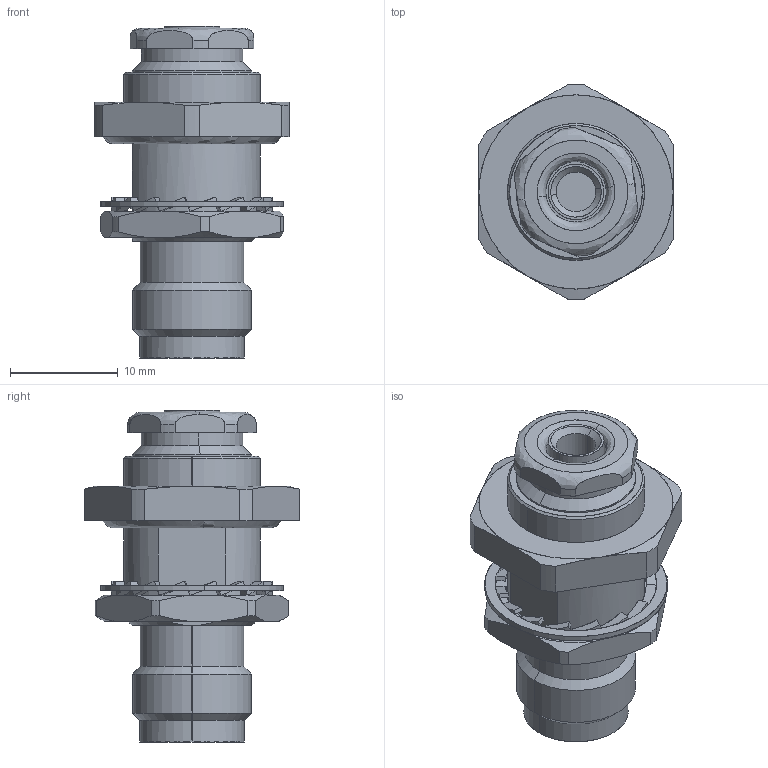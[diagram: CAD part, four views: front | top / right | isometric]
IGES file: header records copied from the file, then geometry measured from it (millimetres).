
Start section: SolidWorks IGES file using analytic representation for surfaces
Global section: file name: R143.337.000P.IGS; native system: SolidWorks 2014; preprocessor: SolidWorks 2014; author: RAYMOND_G; date: 150120.105803; units: millimetre
Bounding box: 18 x 19.99 x 30.77 mm (x, y, z)
Surface area: 2894.9 mm2 (no closed solid volume)
Topology: 0 solids, 0 shells, 304 faces, 3327 edges, 3327 vertices
Faces by surface type: revolution 163, bspline 141
